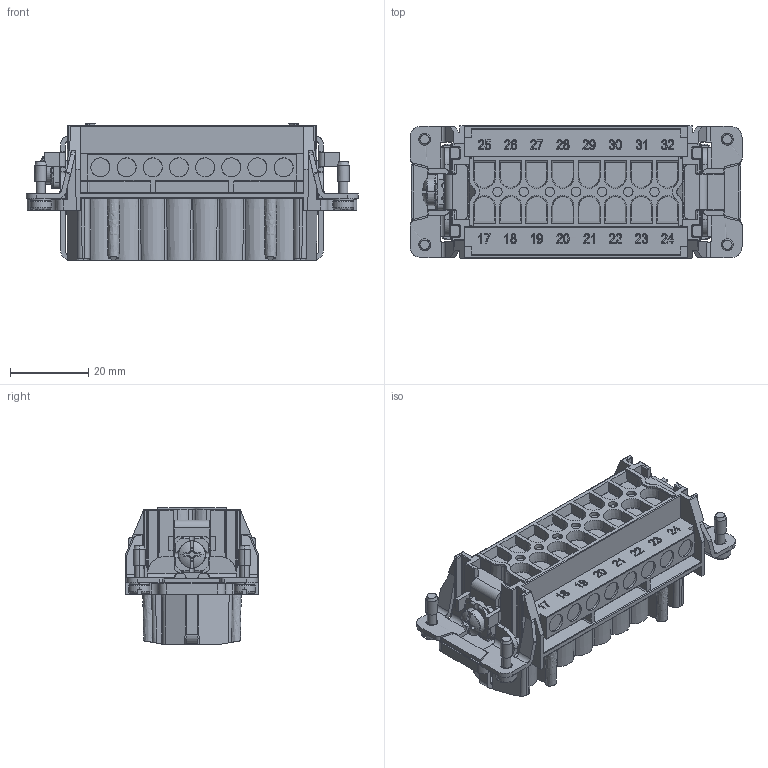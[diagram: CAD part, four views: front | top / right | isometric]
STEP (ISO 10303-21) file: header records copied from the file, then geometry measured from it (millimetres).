
FILE_DESCRIPTION (( 'STEP AP203' ), '1' );
FILE_NAME ('ZP-MC16B-1-FS016-2.STEP', '2023-07-06T18:53:12', ( '' ), ( '' ), 'SwSTEP 2.0', 'SolidWorks 2021', '' );
FILE_SCHEMA (( 'CONFIG_CONTROL_DESIGN' ));
Length unit declared in the file: inch
Products named in the file (1): ZP-MC16B-1-FS016-2
Bounding box: 85 x 33.8 x 35 mm (x, y, z)
Volume: 43027.2 mm3; surface area: 22142.7 mm2
Topology: 1 solids, 1 shells, 2048 faces, 5482 edges, 3548 vertices
Faces by surface type: plane 1172, cylinder 425, bspline 294, cone 153, torus 4
Entity records: 87093 total; most frequent: CARTESIAN_POINT 39275, ORIENTED_EDGE 10964, DIRECTION 8145, EDGE_CURVE 5482, VERTEX_POINT 3548, LINE 3443, VECTOR 3443, AXIS2_PLACEMENT_3D 2351
